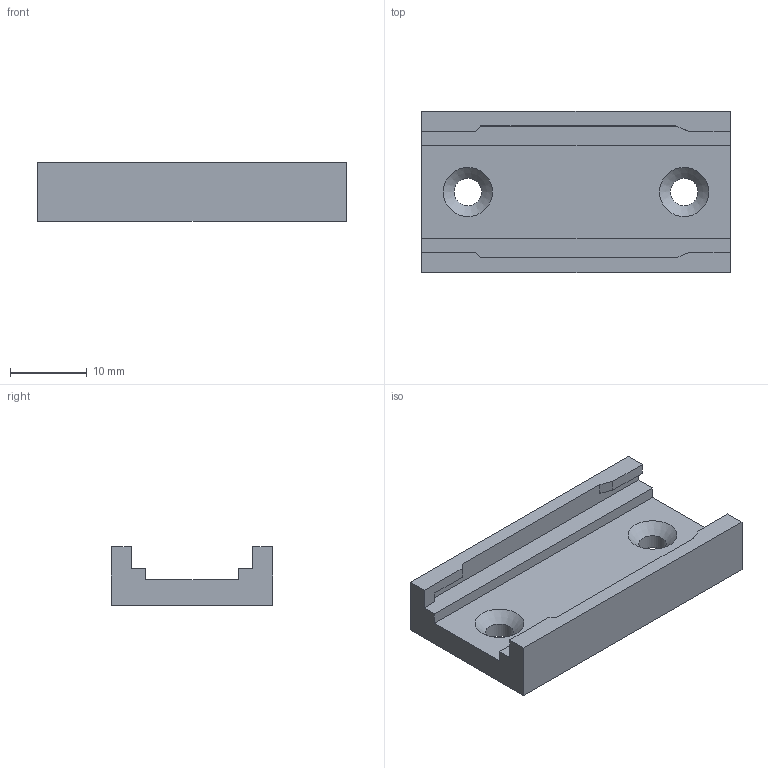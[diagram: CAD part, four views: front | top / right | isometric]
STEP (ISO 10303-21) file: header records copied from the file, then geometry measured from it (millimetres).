
FILE_DESCRIPTION(/* description */ (''),/* implementation_level */ '2;1');
FILE_NAME(/* name */ 'booster-mount.step',/* time_stamp */ '2023-09-03T13:51:02-04:00',/* author */ (''),/* organization */ (''),/* preprocessor_version */ 'ST-DEVELOPER v20',/* originating_system */ 'Autodesk Translation Framework v12.9.0.99',/* authorisation */ '');
FILE_SCHEMA (('AUTOMOTIVE_DESIGN { 1 0 10303 214 3 1 1 }'));
Length unit declared in the file: millimetre
Products named in the file (1): booster-mount
Bounding box: 40.2 x 21 x 7.6 mm (x, y, z)
Volume: 3691.8 mm3; surface area: 2894.1 mm2
Topology: 1 solids, 1 shells, 32 faces, 88 edges, 58 vertices
Faces by surface type: plane 28, cone 2, cylinder 2
Full cylindrical faces by diameter (mm): 3.6 x2
Entity records: 1043 total; most frequent: CARTESIAN_POINT 179, ORIENTED_EDGE 176, DIRECTION 160, EDGE_CURVE 88, LINE 82, VECTOR 82, VERTEX_POINT 58, AXIS2_PLACEMENT_3D 39
